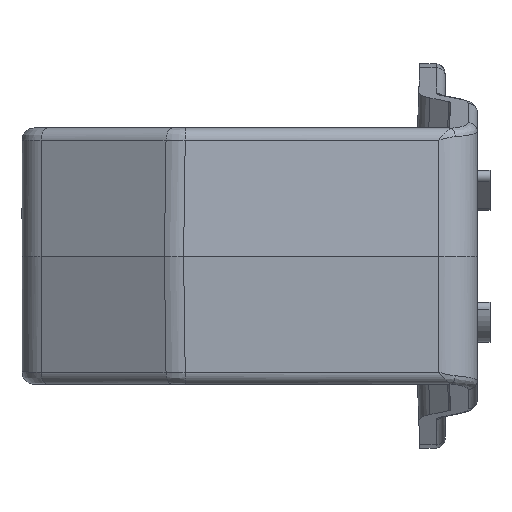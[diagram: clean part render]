
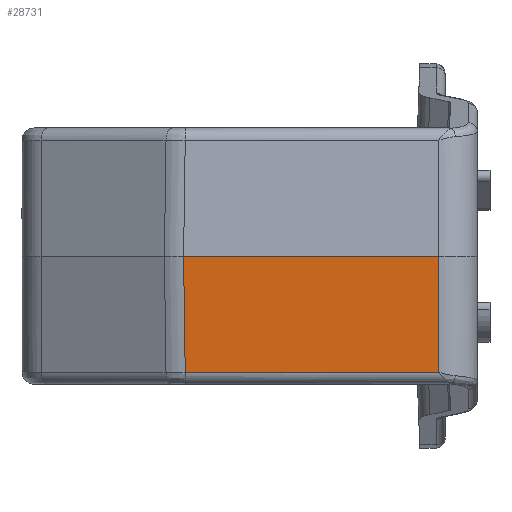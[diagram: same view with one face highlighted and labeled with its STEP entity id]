
A CAD part, left-side view. The second image highlights one B-rep face of the part: STEP entity #28731.
In plain terms, the highlighted planar face has unit normal (-0.999, 0, -0.052).
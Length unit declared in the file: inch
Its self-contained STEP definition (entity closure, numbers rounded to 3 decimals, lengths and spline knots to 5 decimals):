
#631 = LINE ( 'NONE', #24797, #25083 ) ;
#726 = DIRECTION ( 'NONE',  ( 0., 1., 0. ) ) ;
#1452 = EDGE_CURVE ( 'NONE', #22947, #4607, #13988, .T. ) ;
#4342 = CARTESIAN_POINT ( 'NONE',  ( -1.06006, 0.89646, -0.35639 ) ) ;
#4607 = VERTEX_POINT ( 'NONE', #4342 ) ;
#5538 = AXIS2_PLACEMENT_3D ( 'NONE', #11821, #16325, #25193 ) ;
#5569 = ORIENTED_EDGE ( 'NONE', *, *, #12771, .F. ) ;
#7062 = ORIENTED_EDGE ( 'NONE', *, *, #22764, .T. ) ;
#7290 = FACE_OUTER_BOUND ( 'NONE', #11323, .T. ) ;
#9737 = ORIENTED_EDGE ( 'NONE', *, *, #1452, .F. ) ;
#11323 = EDGE_LOOP ( 'NONE', ( #9737, #12977, #5569, #7062 ) ) ;
#11806 = CARTESIAN_POINT ( 'NONE',  ( -1.06006, -1.83541, -0.35639 ) ) ;
#11821 = CARTESIAN_POINT ( 'NONE',  ( -1.07874, 0.93307, 0. ) ) ;
#12771 = EDGE_CURVE ( 'NONE', #17034, #27322, #15363, .T. ) ;
#12977 = ORIENTED_EDGE ( 'NONE', *, *, #23802, .F. ) ;
#13037 = CARTESIAN_POINT ( 'NONE',  ( -1.07874, 0.93307, 0. ) ) ;
#13988 = LINE ( 'NONE', #11806, #25432 ) ;
#15363 = LINE ( 'NONE', #13037, #24467 ) ;
#16325 = DIRECTION ( 'NONE',  ( -0.999, 0., -0.052 ) ) ;
#16491 = CARTESIAN_POINT ( 'NONE',  ( -1.07874, 0.11811, 0. ) ) ;
#17034 = VERTEX_POINT ( 'NONE', #27762 ) ;
#17678 = CARTESIAN_POINT ( 'NONE',  ( -1.06629, 0.89813, -0.23759 ) ) ;
#22609 = CARTESIAN_POINT ( 'NONE',  ( -1.06006, 0.11811, -0.35639 ) ) ;
#22764 = EDGE_CURVE ( 'NONE', #17034, #4607, #26946, .T. ) ;
#22947 = VERTEX_POINT ( 'NONE', #22609 ) ;
#23014 = PLANE ( 'NONE',  #5538 ) ;
#23217 = CARTESIAN_POINT ( 'NONE',  ( -1.07874, 0.90147, 0. ) ) ;
#23802 = EDGE_CURVE ( 'NONE', #27322, #22947, #631, .T. ) ;
#24467 = VECTOR ( 'NONE', #26566, 39.37008 ) ;
#24797 = CARTESIAN_POINT ( 'NONE',  ( -1.19013, 0.11811, 2.12547 ) ) ;
#25083 = VECTOR ( 'NONE', #27272, 39.37008 ) ;
#25193 = DIRECTION ( 'NONE',  ( -0.052, 0., 0.999 ) ) ;
#25432 = VECTOR ( 'NONE', #726, 39.37008 ) ;
#26246 = CARTESIAN_POINT ( 'NONE',  ( -1.06006, 0.89646, -0.35639 ) ) ;
#26566 = DIRECTION ( 'NONE',  ( 0., -1., 0. ) ) ;
#26946 = B_SPLINE_CURVE_WITH_KNOTS ( 'NONE', 3,
 ( #23217, #28154, #17678, #26246 ),
 .UNSPECIFIED., .F., .F.,
 ( 4, 4 ),
 ( 0., 1. ),
 .UNSPECIFIED. ) ;
#27272 = DIRECTION ( 'NONE',  ( 0.052, 0., -0.999 ) ) ;
#27322 = VERTEX_POINT ( 'NONE', #16491 ) ;
#27762 = CARTESIAN_POINT ( 'NONE',  ( -1.07874, 0.90147, 0. ) ) ;
#28154 = CARTESIAN_POINT ( 'NONE',  ( -1.07251, 0.8998, -0.1188 ) ) ;
#28731 = ADVANCED_FACE ( 'NONE', ( #7290 ), #23014, .T. ) ;
